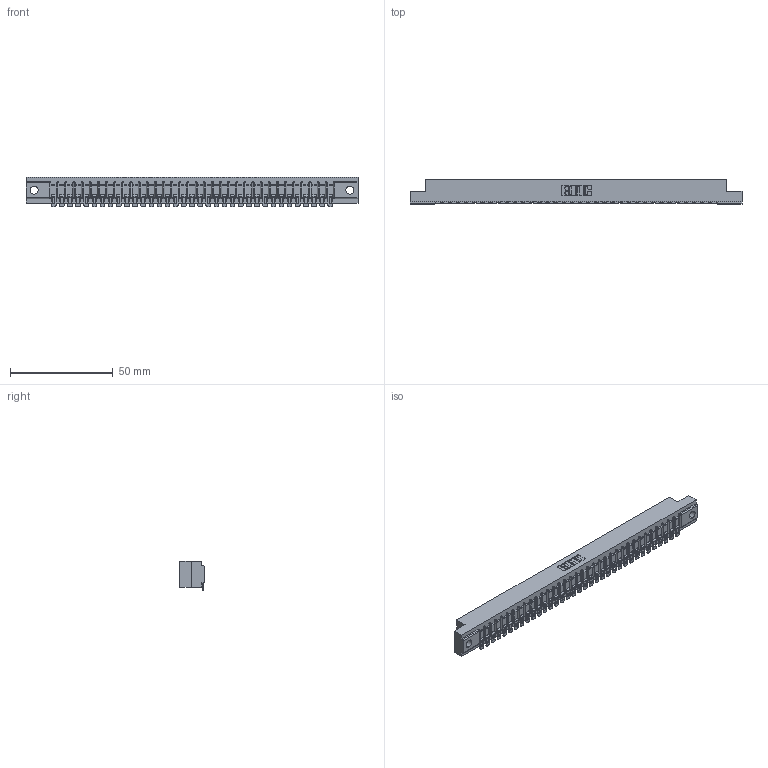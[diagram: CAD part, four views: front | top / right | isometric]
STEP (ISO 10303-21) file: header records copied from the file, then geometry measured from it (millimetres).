
FILE_DESCRIPTION (( 'STEP AP203' ), '1' );
FILE_NAME ('357-035-454-102.STEP', '2020-10-02T13:33:26', ( '' ), ( '' ), 'SwSTEP 2.0', 'SolidWorks 2020', '' );
FILE_SCHEMA (( 'CONFIG_CONTROL_DESIGN' ));
Length unit declared in the file: inch
Products named in the file (3): 357-035-454-102; 307-290-002_554; 307 Part_.128 Dia Mounting Holes
Assembly tree (36 placements, depth 2):
  357-035-454-102
    307 Part_.128 Dia Mounting Holes
    307-290-002_554  x35
Bounding box: 161.7 x 12.01 x 14.52 mm (x, y, z)
Volume: 17176.1 mm3; surface area: 21381.5 mm2
Topology: 36 solids, 36 shells, 2989 faces, 9178 edges, 6020 vertices
Faces by surface type: plane 1680, cylinder 1237, sphere 72
Entity records: 31835 total; most frequent: CARTESIAN_POINT 5370, ORIENTED_EDGE 5360, DIRECTION 5226, EDGE_CURVE 2680, VECTOR 2042, LINE 2042, VERTEX_POINT 1736, AXIS2_PLACEMENT_3D 1592
